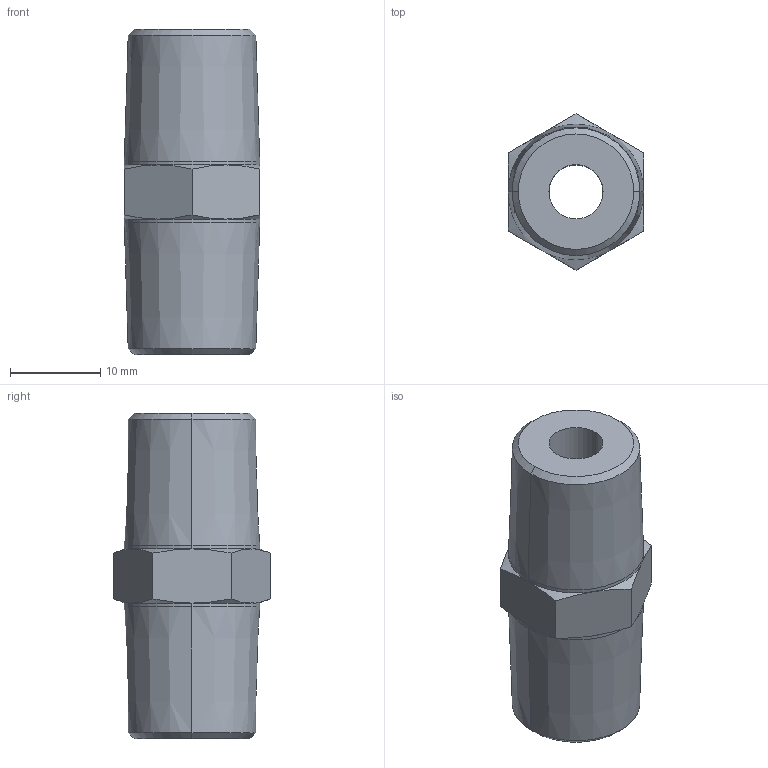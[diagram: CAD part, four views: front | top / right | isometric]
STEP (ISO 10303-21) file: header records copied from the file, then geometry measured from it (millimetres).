
FILE_DESCRIPTION (( 'STEP AP203' ), '1' );
FILE_NAME ('Hex Nipple 0.25 in,Class 6000.STEP', '2025-05-09T01:43:27', '' );
FILE_SCHEMA (( 'CONFIG_CONTROL_DESIGN' ));
Length unit declared in the file: inch
Products named in the file (1): Hex Nipple 0.25 in,Class 6000
Bounding box: 15 x 17.32 x 36 mm (x, y, z)
Volume: 5123.6 mm3; surface area: 2607.6 mm2
Topology: 1 solids, 1 shells, 34 faces, 72 edges, 40 vertices
Faces by surface type: cone 20, plane 8, cylinder 6
Entity records: 1047 total; most frequent: CARTESIAN_POINT 267, DIRECTION 146, ORIENTED_EDGE 144, EDGE_CURVE 72, AXIS2_PLACEMENT_3D 63, VERTEX_POINT 40, EDGE_LOOP 36, ADVANCED_FACE 34
